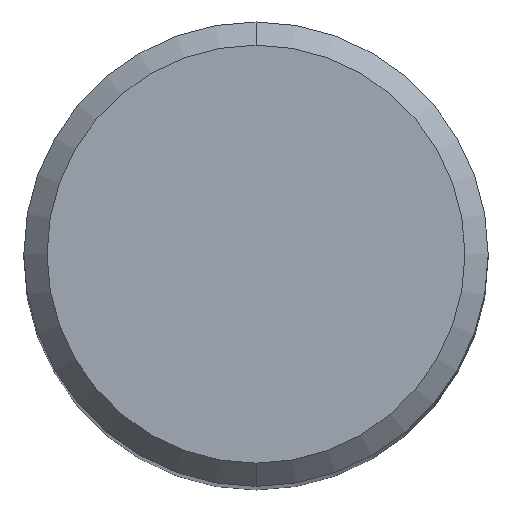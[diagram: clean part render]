
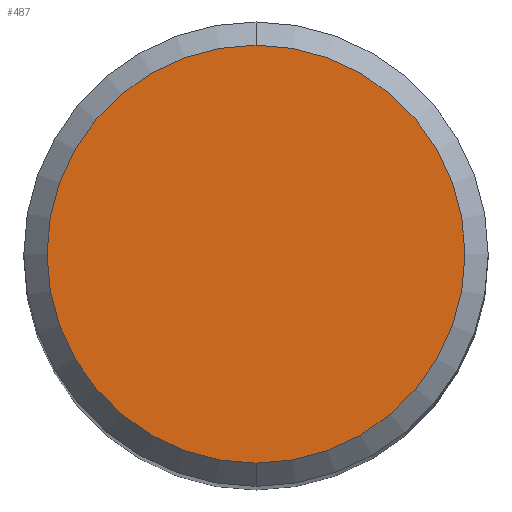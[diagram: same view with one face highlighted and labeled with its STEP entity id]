
A CAD part, top view. The second image highlights one B-rep face of the part: STEP entity #487.
In plain terms, the highlighted planar face has unit normal (0, 0, 1).
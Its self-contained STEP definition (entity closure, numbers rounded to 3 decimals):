
#343=VERTEX_POINT('',#915);
#395=EDGE_CURVE('',#633,#343,#969,.T.);
#487=ADVANCED_FACE('',(#1073),#1074,.T.);
#633=VERTEX_POINT('',#1232);
#649=EDGE_CURVE('',#343,#633,#1248,.T.);
#915=CARTESIAN_POINT('',(0.,-4.5,0.0));
#969=CIRCLE('',#1773,4.5);
#1073=FACE_OUTER_BOUND('',#2049,.T.);
#1074=PLANE('',#2050);
#1232=CARTESIAN_POINT('',(0.0,4.5,0.0));
#1248=CIRCLE('',#2699,4.5);
#1773=AXIS2_PLACEMENT_3D('',#5886,#5887,#5888);
#2049=EDGE_LOOP('',(#6026,#6027));
#2050=AXIS2_PLACEMENT_3D('',#6028,#6029,#6030);
#2699=AXIS2_PLACEMENT_3D('',#6176,#6177,#6178);
#5886=CARTESIAN_POINT('',(0.0,0.0,0.0));
#5887=DIRECTION('',(0.0,0.0,-1.0));
#5888=DIRECTION('',(0.0,1.0,0.0));
#6026=ORIENTED_EDGE('',*,*,#395,.F.);
#6027=ORIENTED_EDGE('',*,*,#649,.F.);
#6028=CARTESIAN_POINT('',(0.0,2.25,0.0));
#6029=DIRECTION('',(-0.0,0.0,1.0));
#6030=DIRECTION('',(0.0,-1.0,0.0));
#6176=CARTESIAN_POINT('',(0.0,0.0,0.0));
#6177=DIRECTION('',(0.0,0.0,-1.0));
#6178=DIRECTION('',(0.0,1.0,0.0));
